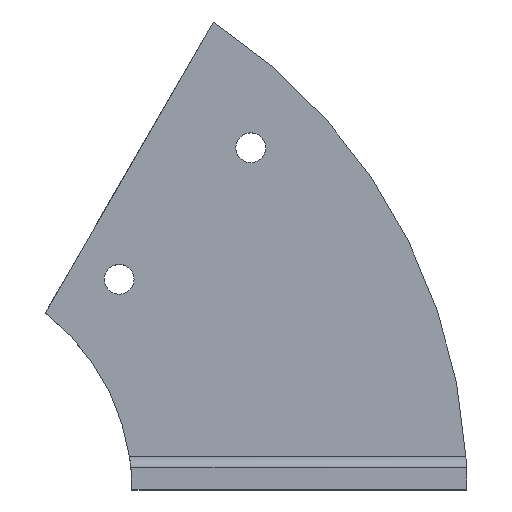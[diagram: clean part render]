
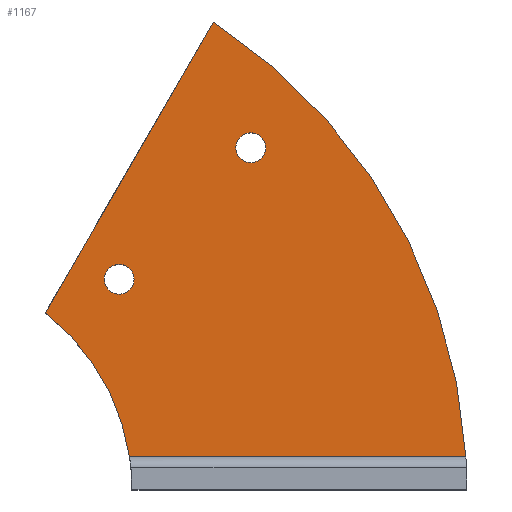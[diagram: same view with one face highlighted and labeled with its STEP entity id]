
A CAD part, top view. The second image highlights one B-rep face of the part: STEP entity #1167.
In plain terms, the highlighted planar face has unit normal (0, 0, 1).
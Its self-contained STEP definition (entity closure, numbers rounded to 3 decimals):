
#20 = CARTESIAN_POINT ( 'NONE',  ( 29.661, 4.5, 2. ) ) ;
#37 = CIRCLE ( 'NONE', #1107, 30. ) ;
#88 = DIRECTION ( 'NONE',  ( 0., 0., -1. ) ) ;
#119 = DIRECTION ( 'NONE',  ( 1., 0., 0. ) ) ;
#172 = VERTEX_POINT ( 'NONE', #1395 ) ;
#184 = DIRECTION ( 'NONE',  ( 1., 0., 0. ) ) ;
#213 = CIRCLE ( 'NONE', #1468, 2. ) ;
#214 = DIRECTION ( 'NONE',  ( 1., 0., 0. ) ) ;
#219 = CIRCLE ( 'NONE', #1285, 2. ) ;
#276 = ORIENTED_EDGE ( 'NONE', *, *, #1399, .F. ) ;
#308 = CIRCLE ( 'NONE', #491, 75. ) ;
#343 = CARTESIAN_POINT ( 'NONE',  ( 26.284, 28.284, 2. ) ) ;
#387 = CARTESIAN_POINT ( 'NONE',  ( 45.962, 45.962, 2. ) ) ;
#393 = FACE_BOUND ( 'NONE', #979, .T. ) ;
#491 = AXIS2_PLACEMENT_3D ( 'NONE', #1556, #88, #119 ) ;
#517 = ORIENTED_EDGE ( 'NONE', *, *, #704, .F. ) ;
#524 = DIRECTION ( 'NONE',  ( 0., 0., -1. ) ) ;
#550 = ORIENTED_EDGE ( 'NONE', *, *, #1746, .T. ) ;
#569 = DIRECTION ( 'NONE',  ( 0., 0., 1. ) ) ;
#575 = EDGE_LOOP ( 'NONE', ( #550, #1439, #1751, #1213 ) ) ;
#581 = VERTEX_POINT ( 'NONE', #1818 ) ;
#583 = CIRCLE ( 'NONE', #1704, 2. ) ;
#593 = VERTEX_POINT ( 'NONE', #1069 ) ;
#643 = CIRCLE ( 'NONE', #1700, 2. ) ;
#677 = DIRECTION ( 'NONE',  ( 0., 0., 1. ) ) ;
#683 = EDGE_LOOP ( 'NONE', ( #1838, #802 ) ) ;
#685 = EDGE_CURVE ( 'NONE', #172, #593, #308, .T. ) ;
#687 = CARTESIAN_POINT ( 'NONE',  ( 0., 0., 2. ) ) ;
#704 = EDGE_CURVE ( 'NONE', #581, #1482, #643, .T. ) ;
#754 = LINE ( 'NONE', #1295, #849 ) ;
#759 = EDGE_CURVE ( 'NONE', #172, #1367, #1827, .T. ) ;
#802 = ORIENTED_EDGE ( 'NONE', *, *, #907, .F. ) ;
#806 = EDGE_CURVE ( 'NONE', #858, #593, #754, .T. ) ;
#808 = FACE_BOUND ( 'NONE', #683, .T. ) ;
#824 = DIRECTION ( 'NONE',  ( 0., 0., 1. ) ) ;
#849 = VECTOR ( 'NONE', #1172, 1000. ) ;
#858 = VERTEX_POINT ( 'NONE', #20 ) ;
#907 = EDGE_CURVE ( 'NONE', #1630, #1664, #213, .T. ) ;
#937 = CARTESIAN_POINT ( 'NONE',  ( 30.284, 28.284, 2. ) ) ;
#970 = DIRECTION ( 'NONE',  ( 1., 0., 0. ) ) ;
#979 = EDGE_LOOP ( 'NONE', ( #276, #517 ) ) ;
#986 = CARTESIAN_POINT ( 'NONE',  ( 0., 0., 2. ) ) ;
#1069 = CARTESIAN_POINT ( 'NONE',  ( 74.865, 4.5, 2. ) ) ;
#1083 = DIRECTION ( 'NONE',  ( 0., 0., 1. ) ) ;
#1107 = AXIS2_PLACEMENT_3D ( 'NONE', #986, #524, #1124 ) ;
#1111 = DIRECTION ( 'NONE',  ( -0.5, -0.866, 0. ) ) ;
#1118 = PLANE ( 'NONE',  #1192 ) ;
#1124 = DIRECTION ( 'NONE',  ( 1., 0., 0. ) ) ;
#1167 = ADVANCED_FACE ( 'NONE', ( #393, #808, #1390 ), #1118, .T. ) ;
#1172 = DIRECTION ( 'NONE',  ( 1., 0., 0. ) ) ;
#1192 = AXIS2_PLACEMENT_3D ( 'NONE', #687, #677, #1689 ) ;
#1213 = ORIENTED_EDGE ( 'NONE', *, *, #759, .T. ) ;
#1237 = CARTESIAN_POINT ( 'NONE',  ( 28.284, 28.284, 2. ) ) ;
#1280 = VECTOR ( 'NONE', #1111, 1000. ) ;
#1285 = AXIS2_PLACEMENT_3D ( 'NONE', #1237, #824, #214 ) ;
#1295 = CARTESIAN_POINT ( 'NONE',  ( 74.94, 4.5, 2. ) ) ;
#1367 = VERTEX_POINT ( 'NONE', #1658 ) ;
#1390 = FACE_OUTER_BOUND ( 'NONE', #575, .T. ) ;
#1395 = CARTESIAN_POINT ( 'NONE',  ( 40.911, 62.859, 2. ) ) ;
#1399 = EDGE_CURVE ( 'NONE', #1482, #581, #583, .T. ) ;
#1401 = DIRECTION ( 'NONE',  ( 0., 0., 1. ) ) ;
#1428 = CARTESIAN_POINT ( 'NONE',  ( 3.464, -2., 2. ) ) ;
#1439 = ORIENTED_EDGE ( 'NONE', *, *, #806, .T. ) ;
#1441 = CARTESIAN_POINT ( 'NONE',  ( 43.962, 45.962, 2. ) ) ;
#1468 = AXIS2_PLACEMENT_3D ( 'NONE', #1593, #569, #1472 ) ;
#1472 = DIRECTION ( 'NONE',  ( 1., 0., 0. ) ) ;
#1482 = VERTEX_POINT ( 'NONE', #1441 ) ;
#1556 = CARTESIAN_POINT ( 'NONE',  ( 0., 0., 2. ) ) ;
#1593 = CARTESIAN_POINT ( 'NONE',  ( 28.284, 28.284, 2. ) ) ;
#1630 = VERTEX_POINT ( 'NONE', #937 ) ;
#1658 = CARTESIAN_POINT ( 'NONE',  ( 18.33, 23.749, 2. ) ) ;
#1664 = VERTEX_POINT ( 'NONE', #343 ) ;
#1689 = DIRECTION ( 'NONE',  ( 1., 0., 0. ) ) ;
#1700 = AXIS2_PLACEMENT_3D ( 'NONE', #387, #1401, #970 ) ;
#1704 = AXIS2_PLACEMENT_3D ( 'NONE', #1764, #1083, #184 ) ;
#1746 = EDGE_CURVE ( 'NONE', #1367, #858, #37, .T. ) ;
#1751 = ORIENTED_EDGE ( 'NONE', *, *, #685, .F. ) ;
#1764 = CARTESIAN_POINT ( 'NONE',  ( 45.962, 45.962, 2. ) ) ;
#1818 = CARTESIAN_POINT ( 'NONE',  ( 47.962, 45.962, 2. ) ) ;
#1827 = LINE ( 'NONE', #1428, #1280 ) ;
#1832 = EDGE_CURVE ( 'NONE', #1664, #1630, #219, .T. ) ;
#1838 = ORIENTED_EDGE ( 'NONE', *, *, #1832, .F. ) ;
